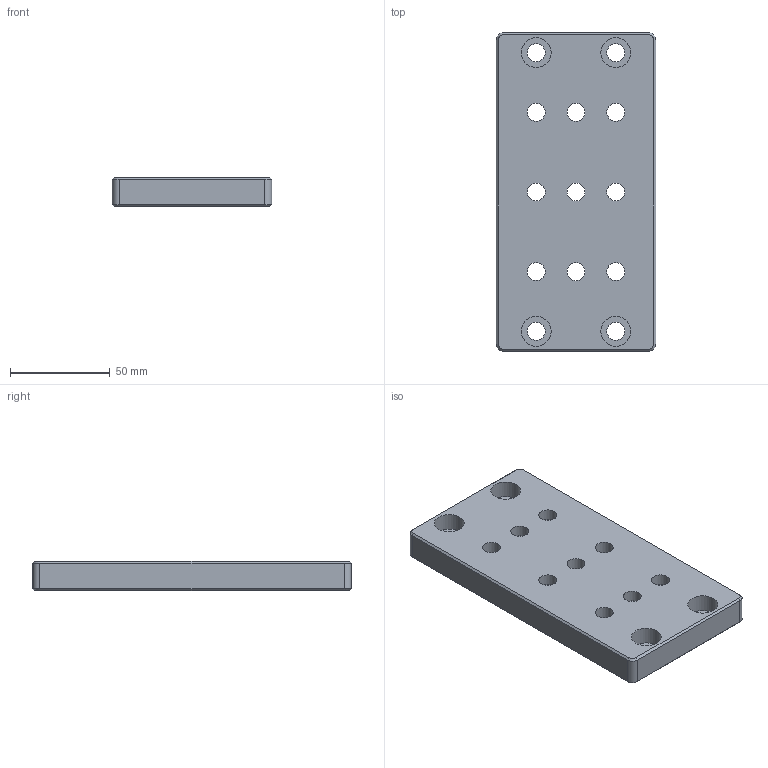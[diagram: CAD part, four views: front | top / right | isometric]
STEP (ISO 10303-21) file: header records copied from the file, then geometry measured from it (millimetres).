
FILE_DESCRIPTION((''),'2;1');
FILE_NAME('SV5004N.ipt.step','2007-09-10T15:15:25',(''),(''),'Autodesk Inventor 11','Autodesk Inventor 11','');
FILE_SCHEMA(('AUTOMOTIVE_DESIGN { 1 0 10303 214 1 1 1 1 }'));
Length unit declared in the file: millimetre
Products named in the file (1): SV5004N
Bounding box: 80 x 160 x 15 mm (x, y, z)
Volume: 165736.8 mm3; surface area: 38193.9 mm2
Topology: 1 solids, 1 shells, 65 faces, 134 edges, 84 vertices
Faces by surface type: bspline 39, plane 14, cone 8, cylinder 4
Entity records: 2011 total; most frequent: CARTESIAN_POINT 739, DIRECTION 230, ORIENTED_EDGE 216, EDGE_LOOP 130, EDGE_CURVE 108, AXIS2_PLACEMENT_3D 95, VERTEX_POINT 84, CIRCLE 68
